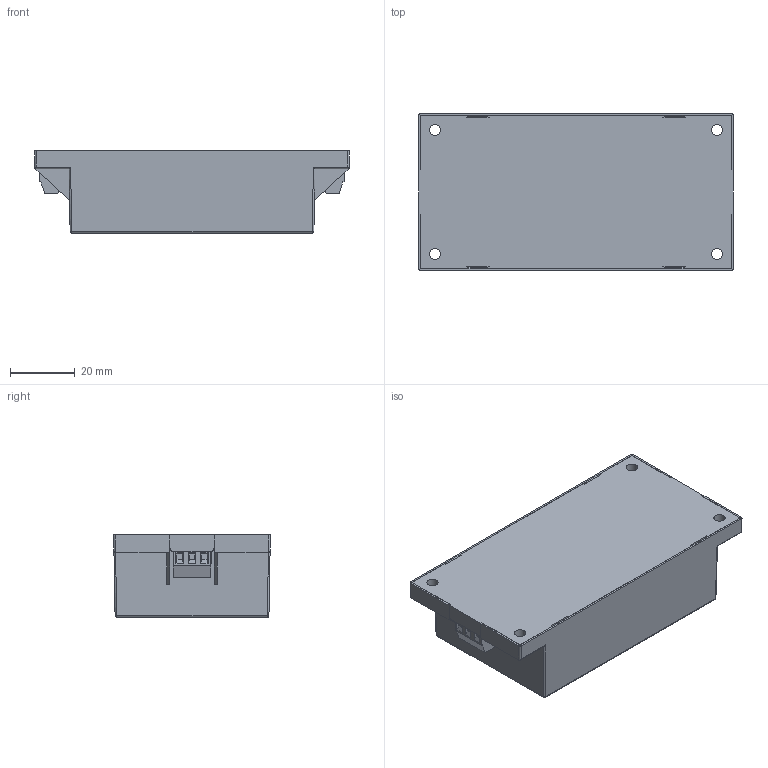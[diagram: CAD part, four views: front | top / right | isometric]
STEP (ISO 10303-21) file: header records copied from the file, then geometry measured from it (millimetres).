
FILE_DESCRIPTION (( 'STEP AP214' ), '1' );
FILE_NAME ('PSE12-150-S.STEP', '2024-05-17T17:41:58', ( '' ), ( '' ), 'SwSTEP 2.0', 'SolidWorks 2023', '' );
FILE_SCHEMA (( 'AUTOMOTIVE_DESIGN' ));
Length unit declared in the file: inch
Products named in the file (1): PSE12-150-S
Bounding box: 97 x 48.3 x 25.4 mm (x, y, z)
Volume: 19252.2 mm3; surface area: 41190.4 mm2
Topology: 5 solids, 5 shells, 560 faces, 1494 edges, 974 vertices
Faces by surface type: plane 396, cylinder 130, torus 21, cone 9, sphere 4
Full cylindrical faces by diameter (mm): 2.785 x2, 2.95 x6, 3.5 x8, 4.1 x4
Entity records: 18615 total; most frequent: CARTESIAN_POINT 4809, ORIENTED_EDGE 2874, DIRECTION 2710, EDGE_CURVE 1437, VECTOR 1090, LINE 1090, VERTEX_POINT 957, AXIS2_PLACEMENT_3D 810
